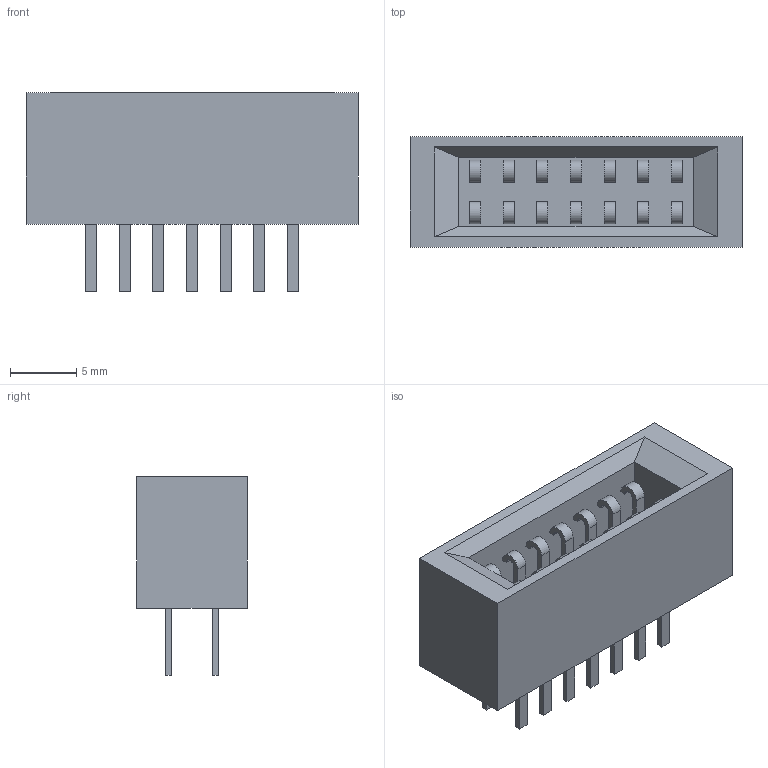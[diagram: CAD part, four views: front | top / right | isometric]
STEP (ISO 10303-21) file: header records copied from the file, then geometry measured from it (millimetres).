
FILE_DESCRIPTION(('STEP AP214'),'1');
FILE_NAME('CONN14_2x07_DRTN_SUL','2021-04-29T08:28:18',(''),(''),'','','');
FILE_SCHEMA(('AUTOMOTIVE_DESIGN'));
Length unit declared in the file: millimetre
Products named in the file (1): product
Bounding box: 25.15 x 8.38 x 15.02 mm (x, y, z)
Volume: 1394.2 mm3; surface area: 1901.1 mm2
Topology: 29 solids, 29 shells, 295 faces, 648 edges, 412 vertices
Faces by surface type: plane 267, cylinder 28
Entity records: 7540 total; most frequent: DIRECTION 1296, ORIENTED_EDGE 1296, CARTESIAN_POINT 736, EDGE_CURVE 648, LINE 592, VECTOR 592, VERTEX_POINT 412, AXIS2_PLACEMENT_3D 352
